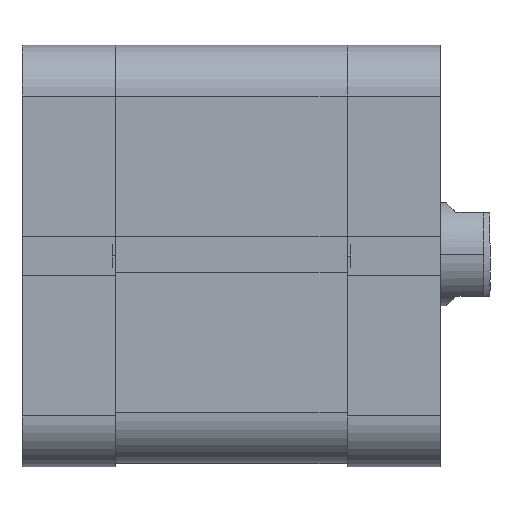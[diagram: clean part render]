
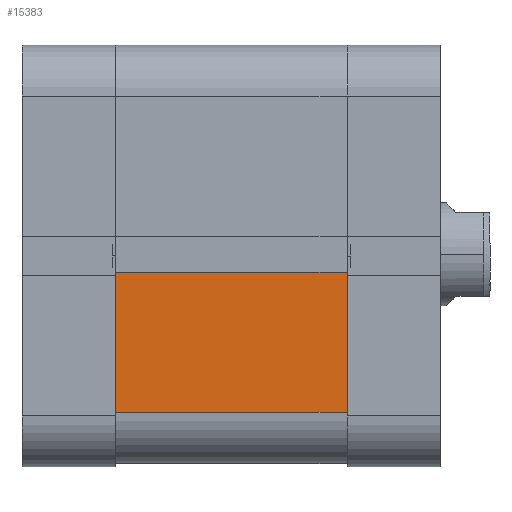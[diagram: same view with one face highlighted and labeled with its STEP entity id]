
A CAD part, front view. The second image highlights one B-rep face of the part: STEP entity #15383.
In plain terms, the highlighted planar face has unit normal (0, -1, 0).
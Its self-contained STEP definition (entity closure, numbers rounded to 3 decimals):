
#1838 = CARTESIAN_POINT ( 'NONE',  ( 0., -32.5, -24.5 ) ) ;
#2299 = ORIENTED_EDGE ( 'NONE', *, *, #31453, .T. ) ;
#4275 = VECTOR ( 'NONE', #7007, 1000. ) ;
#4602 = DIRECTION ( 'NONE',  ( 0., 0., 1. ) ) ;
#4745 = VECTOR ( 'NONE', #13669, 1000. ) ;
#6968 = FACE_OUTER_BOUND ( 'NONE', #7869, .T. ) ;
#7007 = DIRECTION ( 'NONE',  ( 0., 0., -1. ) ) ;
#7415 = DIRECTION ( 'NONE',  ( 0., 0., -1. ) ) ;
#7665 = CARTESIAN_POINT ( 'NONE',  ( 36., -32.5, -24.5 ) ) ;
#7869 = EDGE_LOOP ( 'NONE', ( #30907, #16935, #2299, #32186 ) ) ;
#13324 = CARTESIAN_POINT ( 'NONE',  ( 36.001, -32.5, -2.8 ) ) ;
#13363 = CARTESIAN_POINT ( 'NONE',  ( 36., -32.5, -24.5 ) ) ;
#13669 = DIRECTION ( 'NONE',  ( -1., 0., 0. ) ) ;
#13777 = VERTEX_POINT ( 'NONE', #35697 ) ;
#13849 = LINE ( 'NONE', #13324, #4745 ) ;
#14194 = VERTEX_POINT ( 'NONE', #1838 ) ;
#14596 = VECTOR ( 'NONE', #7415, 1000. ) ;
#14611 = EDGE_CURVE ( 'NONE', #13777, #23513, #29637, .T. ) ;
#14905 = PLANE ( 'NONE',  #18079 ) ;
#15383 = ADVANCED_FACE ( 'NONE', ( #6968 ), #14905, .F. ) ;
#16406 = EDGE_CURVE ( 'NONE', #29801, #14194, #33955, .T. ) ;
#16935 = ORIENTED_EDGE ( 'NONE', *, *, #16406, .T. ) ;
#17490 = CARTESIAN_POINT ( 'NONE',  ( 0., -32.5, -32.5 ) ) ;
#18079 = AXIS2_PLACEMENT_3D ( 'NONE', #31562, #29372, #4602 ) ;
#19345 = LINE ( 'NONE', #13363, #34181 ) ;
#21475 = CARTESIAN_POINT ( 'NONE',  ( 0., -32.5, -2.8 ) ) ;
#23513 = VERTEX_POINT ( 'NONE', #7665 ) ;
#26389 = CARTESIAN_POINT ( 'NONE',  ( 36., -32.5, -32.5 ) ) ;
#26923 = DIRECTION ( 'NONE',  ( 1., 0., 0. ) ) ;
#29372 = DIRECTION ( 'NONE',  ( 0., 1., 0. ) ) ;
#29637 = LINE ( 'NONE', #26389, #14596 ) ;
#29801 = VERTEX_POINT ( 'NONE', #21475 ) ;
#30907 = ORIENTED_EDGE ( 'NONE', *, *, #31942, .T. ) ;
#31453 = EDGE_CURVE ( 'NONE', #14194, #23513, #19345, .T. ) ;
#31562 = CARTESIAN_POINT ( 'NONE',  ( 36., -32.5, -32.5 ) ) ;
#31942 = EDGE_CURVE ( 'NONE', #13777, #29801, #13849, .T. ) ;
#32186 = ORIENTED_EDGE ( 'NONE', *, *, #14611, .F. ) ;
#33955 = LINE ( 'NONE', #17490, #4275 ) ;
#34181 = VECTOR ( 'NONE', #26923, 1000. ) ;
#35697 = CARTESIAN_POINT ( 'NONE',  ( 36., -32.5, -2.8 ) ) ;
